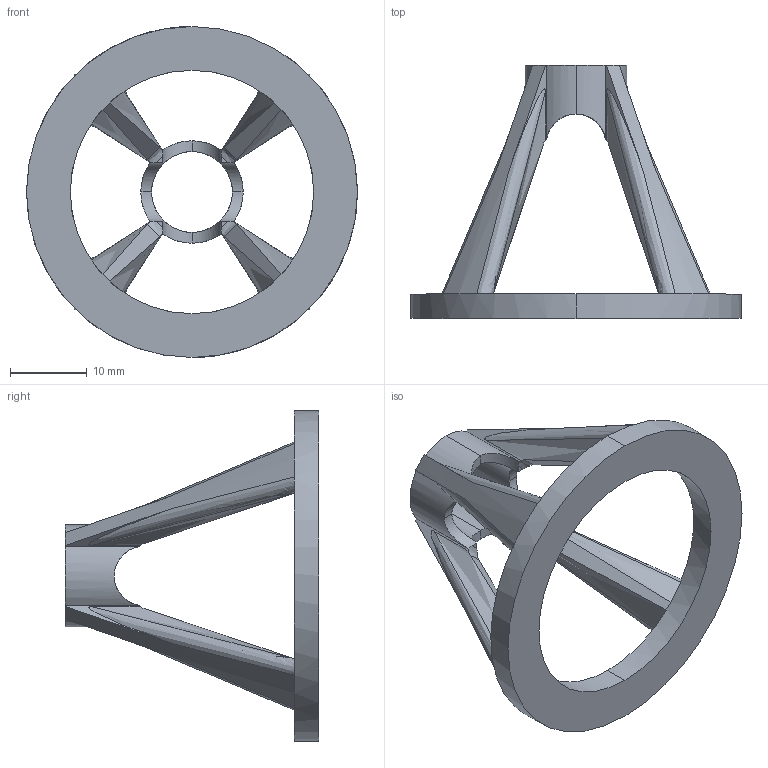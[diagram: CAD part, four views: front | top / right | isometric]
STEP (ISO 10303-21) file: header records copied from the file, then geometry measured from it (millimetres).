
FILE_DESCRIPTION (( 'STEP AP214' ), '1' );
FILE_NAME ('CoralFragPlugStand.STEP', '2021-06-14T15:34:10', ( '' ), ( '' ), 'SwSTEP 2.0', 'SolidWorks 2020', '' );
FILE_SCHEMA (( 'AUTOMOTIVE_DESIGN' ));
Length unit declared in the file: inch
Products named in the file (1): CoralFragPlugStand
Bounding box: 43.18 x 33.02 x 43.18 mm (x, y, z)
Volume: 4658.2 mm3; surface area: 4426.7 mm2
Topology: 1 solids, 1 shells, 65 faces, 212 edges, 141 vertices
Faces by surface type: bspline 28, cylinder 19, plane 18
Entity records: 3657 total; most frequent: CARTESIAN_POINT 2093, ORIENTED_EDGE 424, EDGE_CURVE 212, DIRECTION 173, VERTEX_POINT 141, B_SPLINE_CURVE_WITH_KNOTS 120, EDGE_LOOP 67, FACE_OUTER_BOUND 65
